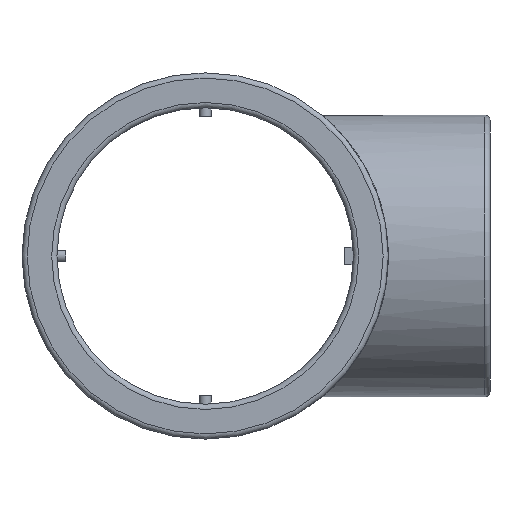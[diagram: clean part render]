
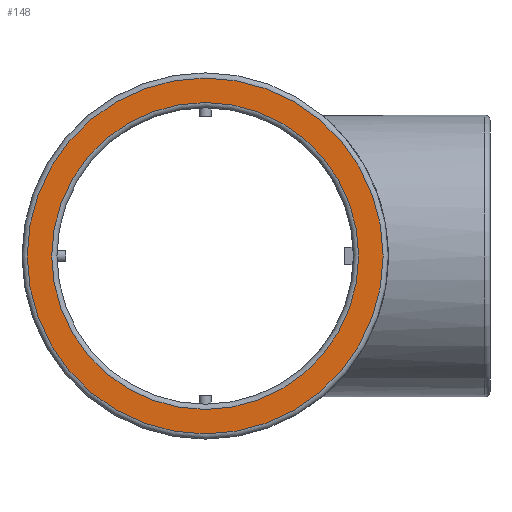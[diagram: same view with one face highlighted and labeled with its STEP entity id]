
A CAD part, front view. The second image highlights one B-rep face of the part: STEP entity #148.
In plain terms, the highlighted planar face has unit normal (0, -1, 0).
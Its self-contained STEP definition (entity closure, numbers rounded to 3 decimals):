
#148 = ADVANCED_FACE( '', ( #318, #319 ), #320, .F. );
#318 = FACE_BOUND( '', #495, .T. );
#319 = FACE_OUTER_BOUND( '', #496, .T. );
#320 = PLANE( '', #497 );
#495 = EDGE_LOOP( '', ( #857 ) );
#496 = EDGE_LOOP( '', ( #858 ) );
#497 = AXIS2_PLACEMENT_3D( '', #859, #860, #861 );
#857 = ORIENTED_EDGE( '', *, *, #1079, .F. );
#858 = ORIENTED_EDGE( '', *, *, #1072, .T. );
#859 = CARTESIAN_POINT( '', ( 84.025, 0., 0. ) );
#860 = DIRECTION( '', ( 0., 1., 0. ) );
#861 = DIRECTION( '', ( 0., 0., 1. ) );
#1072 = EDGE_CURVE( '', #1302, #1302, #1303, .T. );
#1079 = EDGE_CURVE( '', #1310, #1310, #1311, .T. );
#1302 = VERTEX_POINT( '', #2127 );
#1303 = CIRCLE( '', #2128, 84.025 );
#1310 = VERTEX_POINT( '', #2138 );
#1311 = CIRCLE( '', #2139, 72.475 );
#2127 = CARTESIAN_POINT( '', ( 0., 0., -84.025 ) );
#2128 = AXIS2_PLACEMENT_3D( '', #2316, #2317, #2318 );
#2138 = CARTESIAN_POINT( '', ( 0., 0., -72.475 ) );
#2139 = AXIS2_PLACEMENT_3D( '', #2322, #2323, #2324 );
#2316 = CARTESIAN_POINT( '', ( 0., 0., 0. ) );
#2317 = DIRECTION( '', ( 0., -1., 0. ) );
#2318 = DIRECTION( '', ( 0., 0., -1. ) );
#2322 = CARTESIAN_POINT( '', ( 0., 0., 0. ) );
#2323 = DIRECTION( '', ( 0., -1., 0. ) );
#2324 = DIRECTION( '', ( 0., 0., -1. ) );
